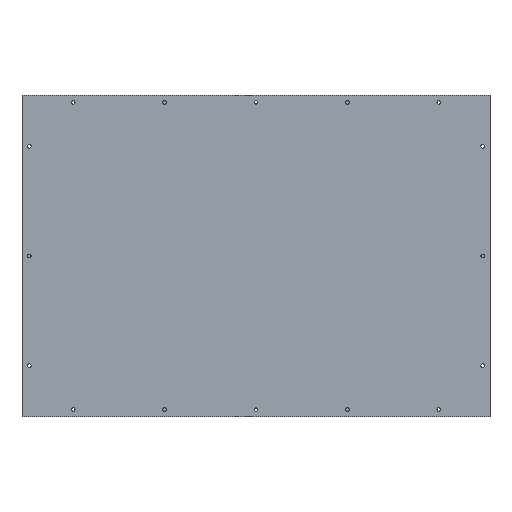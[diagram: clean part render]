
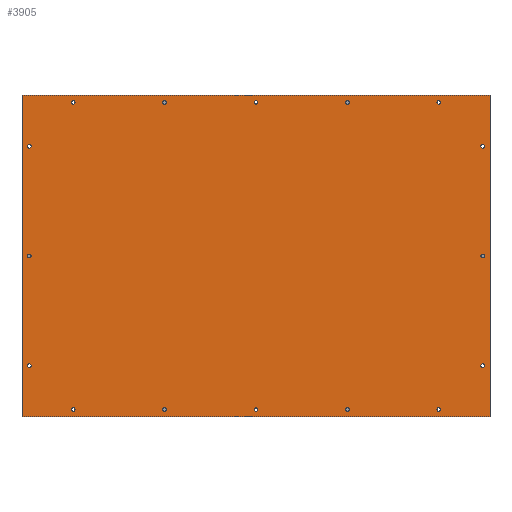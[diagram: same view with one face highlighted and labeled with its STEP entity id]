
A CAD part, top view. The second image highlights one B-rep face of the part: STEP entity #3905.
In plain terms, the highlighted planar face has unit normal (0, 0, 1).
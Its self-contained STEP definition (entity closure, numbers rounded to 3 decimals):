
#353=LINE('',#13018,#665);
#356=LINE('',#13024,#668);
#359=LINE('',#13030,#671);
#362=LINE('',#13034,#674);
#665=VECTOR('',#5335,10.);
#668=VECTOR('',#5340,10.);
#671=VECTOR('',#5345,10.);
#674=VECTOR('',#5350,10.);
#927=FACE_BOUND('',#1498,.T.);
#928=FACE_BOUND('',#1499,.T.);
#929=FACE_BOUND('',#1500,.T.);
#930=FACE_BOUND('',#1501,.T.);
#931=FACE_BOUND('',#1502,.T.);
#932=FACE_BOUND('',#1503,.T.);
#933=FACE_BOUND('',#1504,.T.);
#934=FACE_BOUND('',#1505,.T.);
#935=FACE_BOUND('',#1506,.T.);
#936=FACE_BOUND('',#1507,.T.);
#937=FACE_BOUND('',#1508,.T.);
#938=FACE_BOUND('',#1509,.T.);
#939=FACE_BOUND('',#1510,.T.);
#940=FACE_BOUND('',#1511,.T.);
#941=FACE_BOUND('',#1512,.T.);
#942=FACE_BOUND('',#1513,.T.);
#1162=FACE_OUTER_BOUND('',#1497,.T.);
#1497=EDGE_LOOP('',(#3494,#3495,#3496,#3497));
#1498=EDGE_LOOP('',(#3498));
#1499=EDGE_LOOP('',(#3499));
#1500=EDGE_LOOP('',(#3500));
#1501=EDGE_LOOP('',(#3501));
#1502=EDGE_LOOP('',(#3502));
#1503=EDGE_LOOP('',(#3503));
#1504=EDGE_LOOP('',(#3504));
#1505=EDGE_LOOP('',(#3505));
#1506=EDGE_LOOP('',(#3506));
#1507=EDGE_LOOP('',(#3507));
#1508=EDGE_LOOP('',(#3508));
#1509=EDGE_LOOP('',(#3509));
#1510=EDGE_LOOP('',(#3510));
#1511=EDGE_LOOP('',(#3511));
#1512=EDGE_LOOP('',(#3512));
#1513=EDGE_LOOP('',(#3513));
#1707=CIRCLE('',#4255,2.5);
#1709=CIRCLE('',#4258,2.5);
#1711=CIRCLE('',#4261,2.5);
#1713=CIRCLE('',#4264,2.5);
#1715=CIRCLE('',#4267,2.5);
#1717=CIRCLE('',#4270,2.5);
#1719=CIRCLE('',#4273,2.5);
#1721=CIRCLE('',#4276,2.5);
#1723=CIRCLE('',#4279,2.5);
#1725=CIRCLE('',#4282,2.5);
#1727=CIRCLE('',#4285,2.5);
#1729=CIRCLE('',#4288,2.5);
#1731=CIRCLE('',#4291,2.5);
#1733=CIRCLE('',#4294,2.5);
#1735=CIRCLE('',#4297,2.5);
#1737=CIRCLE('',#4300,2.5);
#2029=VERTEX_POINT('',#12916);
#2031=VERTEX_POINT('',#12922);
#2033=VERTEX_POINT('',#12928);
#2035=VERTEX_POINT('',#12934);
#2037=VERTEX_POINT('',#12940);
#2039=VERTEX_POINT('',#12946);
#2041=VERTEX_POINT('',#12952);
#2043=VERTEX_POINT('',#12958);
#2045=VERTEX_POINT('',#12964);
#2047=VERTEX_POINT('',#12970);
#2049=VERTEX_POINT('',#12976);
#2051=VERTEX_POINT('',#12982);
#2053=VERTEX_POINT('',#12988);
#2055=VERTEX_POINT('',#12994);
#2057=VERTEX_POINT('',#13000);
#2059=VERTEX_POINT('',#13006);
#2063=VERTEX_POINT('',#13015);
#2064=VERTEX_POINT('',#13017);
#2066=VERTEX_POINT('',#13023);
#2068=VERTEX_POINT('',#13029);
#2502=EDGE_CURVE('',#2029,#2029,#1707,.T.);
#2505=EDGE_CURVE('',#2031,#2031,#1709,.T.);
#2508=EDGE_CURVE('',#2033,#2033,#1711,.T.);
#2511=EDGE_CURVE('',#2035,#2035,#1713,.T.);
#2514=EDGE_CURVE('',#2037,#2037,#1715,.T.);
#2517=EDGE_CURVE('',#2039,#2039,#1717,.T.);
#2520=EDGE_CURVE('',#2041,#2041,#1719,.T.);
#2523=EDGE_CURVE('',#2043,#2043,#1721,.T.);
#2526=EDGE_CURVE('',#2045,#2045,#1723,.T.);
#2529=EDGE_CURVE('',#2047,#2047,#1725,.T.);
#2532=EDGE_CURVE('',#2049,#2049,#1727,.T.);
#2535=EDGE_CURVE('',#2051,#2051,#1729,.T.);
#2538=EDGE_CURVE('',#2053,#2053,#1731,.T.);
#2541=EDGE_CURVE('',#2055,#2055,#1733,.T.);
#2544=EDGE_CURVE('',#2057,#2057,#1735,.T.);
#2547=EDGE_CURVE('',#2059,#2059,#1737,.T.);
#2552=EDGE_CURVE('',#2064,#2063,#353,.T.);
#2555=EDGE_CURVE('',#2066,#2064,#356,.T.);
#2558=EDGE_CURVE('',#2068,#2066,#359,.T.);
#2561=EDGE_CURVE('',#2063,#2068,#362,.T.);
#3494=ORIENTED_EDGE('',*,*,#2561,.T.);
#3495=ORIENTED_EDGE('',*,*,#2558,.T.);
#3496=ORIENTED_EDGE('',*,*,#2555,.T.);
#3497=ORIENTED_EDGE('',*,*,#2552,.T.);
#3498=ORIENTED_EDGE('',*,*,#2547,.T.);
#3499=ORIENTED_EDGE('',*,*,#2544,.T.);
#3500=ORIENTED_EDGE('',*,*,#2541,.T.);
#3501=ORIENTED_EDGE('',*,*,#2538,.T.);
#3502=ORIENTED_EDGE('',*,*,#2535,.T.);
#3503=ORIENTED_EDGE('',*,*,#2532,.T.);
#3504=ORIENTED_EDGE('',*,*,#2529,.T.);
#3505=ORIENTED_EDGE('',*,*,#2526,.T.);
#3506=ORIENTED_EDGE('',*,*,#2523,.T.);
#3507=ORIENTED_EDGE('',*,*,#2520,.T.);
#3508=ORIENTED_EDGE('',*,*,#2517,.T.);
#3509=ORIENTED_EDGE('',*,*,#2514,.T.);
#3510=ORIENTED_EDGE('',*,*,#2511,.T.);
#3511=ORIENTED_EDGE('',*,*,#2508,.T.);
#3512=ORIENTED_EDGE('',*,*,#2505,.T.);
#3513=ORIENTED_EDGE('',*,*,#2502,.T.);
#3714=PLANE('',#4306);
#3905=ADVANCED_FACE('',(#1162,#927,#928,#929,#930,#931,#932,#933,#934,#935,
#936,#937,#938,#939,#940,#941,#942),#3714,.T.);
#4255=AXIS2_PLACEMENT_3D('',#12917,#5221,#5222);
#4258=AXIS2_PLACEMENT_3D('',#12923,#5228,#5229);
#4261=AXIS2_PLACEMENT_3D('',#12929,#5235,#5236);
#4264=AXIS2_PLACEMENT_3D('',#12935,#5242,#5243);
#4267=AXIS2_PLACEMENT_3D('',#12941,#5249,#5250);
#4270=AXIS2_PLACEMENT_3D('',#12947,#5256,#5257);
#4273=AXIS2_PLACEMENT_3D('',#12953,#5263,#5264);
#4276=AXIS2_PLACEMENT_3D('',#12959,#5270,#5271);
#4279=AXIS2_PLACEMENT_3D('',#12965,#5277,#5278);
#4282=AXIS2_PLACEMENT_3D('',#12971,#5284,#5285);
#4285=AXIS2_PLACEMENT_3D('',#12977,#5291,#5292);
#4288=AXIS2_PLACEMENT_3D('',#12983,#5298,#5299);
#4291=AXIS2_PLACEMENT_3D('',#12989,#5305,#5306);
#4294=AXIS2_PLACEMENT_3D('',#12995,#5312,#5313);
#4297=AXIS2_PLACEMENT_3D('',#13001,#5319,#5320);
#4300=AXIS2_PLACEMENT_3D('',#13007,#5326,#5327);
#4306=AXIS2_PLACEMENT_3D('',#13035,#5351,#5352);
#5221=DIRECTION('center_axis',(0.,0.,-1.));
#5222=DIRECTION('ref_axis',(-1.,0.,0.));
#5228=DIRECTION('center_axis',(0.,0.,-1.));
#5229=DIRECTION('ref_axis',(-1.,0.,0.));
#5235=DIRECTION('center_axis',(0.,0.,-1.));
#5236=DIRECTION('ref_axis',(-1.,0.,0.));
#5242=DIRECTION('center_axis',(0.,0.,-1.));
#5243=DIRECTION('ref_axis',(-1.,0.,0.));
#5249=DIRECTION('center_axis',(0.,0.,-1.));
#5250=DIRECTION('ref_axis',(-1.,0.,0.));
#5256=DIRECTION('center_axis',(0.,0.,-1.));
#5257=DIRECTION('ref_axis',(-1.,0.,0.));
#5263=DIRECTION('center_axis',(0.,0.,-1.));
#5264=DIRECTION('ref_axis',(-1.,0.,0.));
#5270=DIRECTION('center_axis',(0.,0.,-1.));
#5271=DIRECTION('ref_axis',(-1.,0.,0.));
#5277=DIRECTION('center_axis',(0.,0.,-1.));
#5278=DIRECTION('ref_axis',(-1.,0.,0.));
#5284=DIRECTION('center_axis',(0.,0.,-1.));
#5285=DIRECTION('ref_axis',(-1.,0.,0.));
#5291=DIRECTION('center_axis',(0.,0.,-1.));
#5292=DIRECTION('ref_axis',(-1.,0.,0.));
#5298=DIRECTION('center_axis',(0.,0.,-1.));
#5299=DIRECTION('ref_axis',(-1.,0.,0.));
#5305=DIRECTION('center_axis',(0.,0.,-1.));
#5306=DIRECTION('ref_axis',(-1.,0.,0.));
#5312=DIRECTION('center_axis',(0.,0.,-1.));
#5313=DIRECTION('ref_axis',(-1.,0.,0.));
#5319=DIRECTION('center_axis',(0.,0.,-1.));
#5320=DIRECTION('ref_axis',(-1.,0.,0.));
#5326=DIRECTION('center_axis',(0.,0.,-1.));
#5327=DIRECTION('ref_axis',(-1.,0.,0.));
#5335=DIRECTION('',(1.,0.,0.));
#5340=DIRECTION('',(0.,-1.,0.));
#5345=DIRECTION('',(-1.,0.,0.));
#5350=DIRECTION('',(0.,1.,0.));
#5351=DIRECTION('center_axis',(0.,0.,1.));
#5352=DIRECTION('ref_axis',(1.,0.,0.));
#12916=CARTESIAN_POINT('',(127.5,-210.,13.5));
#12917=CARTESIAN_POINT('Origin',(125.,-210.,13.5));
#12922=CARTESIAN_POINT('',(252.5,-210.,13.5));
#12923=CARTESIAN_POINT('Origin',(250.,-210.,13.5));
#12928=CARTESIAN_POINT('',(2.5,-210.,13.5));
#12929=CARTESIAN_POINT('Origin',(0.,-210.,13.5));
#12934=CARTESIAN_POINT('',(-247.5,210.,13.5));
#12935=CARTESIAN_POINT('Origin',(-250.,210.,13.5));
#12940=CARTESIAN_POINT('',(312.5,150.,13.5));
#12941=CARTESIAN_POINT('Origin',(310.,150.,13.5));
#12946=CARTESIAN_POINT('',(-307.5,150.,13.5));
#12947=CARTESIAN_POINT('Origin',(-310.,150.,13.5));
#12952=CARTESIAN_POINT('',(127.5,210.,13.5));
#12953=CARTESIAN_POINT('Origin',(125.,210.,13.5));
#12958=CARTESIAN_POINT('',(2.5,210.,13.5));
#12959=CARTESIAN_POINT('Origin',(0.,210.,13.5));
#12964=CARTESIAN_POINT('',(252.5,210.,13.5));
#12965=CARTESIAN_POINT('Origin',(250.,210.,13.5));
#12970=CARTESIAN_POINT('',(-122.5,210.,13.5));
#12971=CARTESIAN_POINT('Origin',(-125.,210.,13.5));
#12976=CARTESIAN_POINT('',(-247.5,-210.,13.5));
#12977=CARTESIAN_POINT('Origin',(-250.,-210.,13.5));
#12982=CARTESIAN_POINT('',(-122.5,-210.,13.5));
#12983=CARTESIAN_POINT('Origin',(-125.,-210.,13.5));
#12988=CARTESIAN_POINT('',(-307.5,0.,13.5));
#12989=CARTESIAN_POINT('Origin',(-310.,0.,13.5));
#12994=CARTESIAN_POINT('',(-307.5,-150.,13.5));
#12995=CARTESIAN_POINT('Origin',(-310.,-150.,13.5));
#13000=CARTESIAN_POINT('',(312.5,-150.,13.5));
#13001=CARTESIAN_POINT('Origin',(310.,-150.,13.5));
#13006=CARTESIAN_POINT('',(312.5,0.,13.5));
#13007=CARTESIAN_POINT('Origin',(310.,0.,13.5));
#13015=CARTESIAN_POINT('',(320.,-220.,13.5));
#13017=CARTESIAN_POINT('',(-320.,-220.,13.5));
#13018=CARTESIAN_POINT('',(-160.,-220.,13.5));
#13023=CARTESIAN_POINT('',(-320.,220.,13.5));
#13024=CARTESIAN_POINT('',(-320.,110.,13.5));
#13029=CARTESIAN_POINT('',(320.,220.,13.5));
#13030=CARTESIAN_POINT('',(160.,220.,13.5));
#13034=CARTESIAN_POINT('',(320.,-110.,13.5));
#13035=CARTESIAN_POINT('Origin',(0.,0.,13.5));
